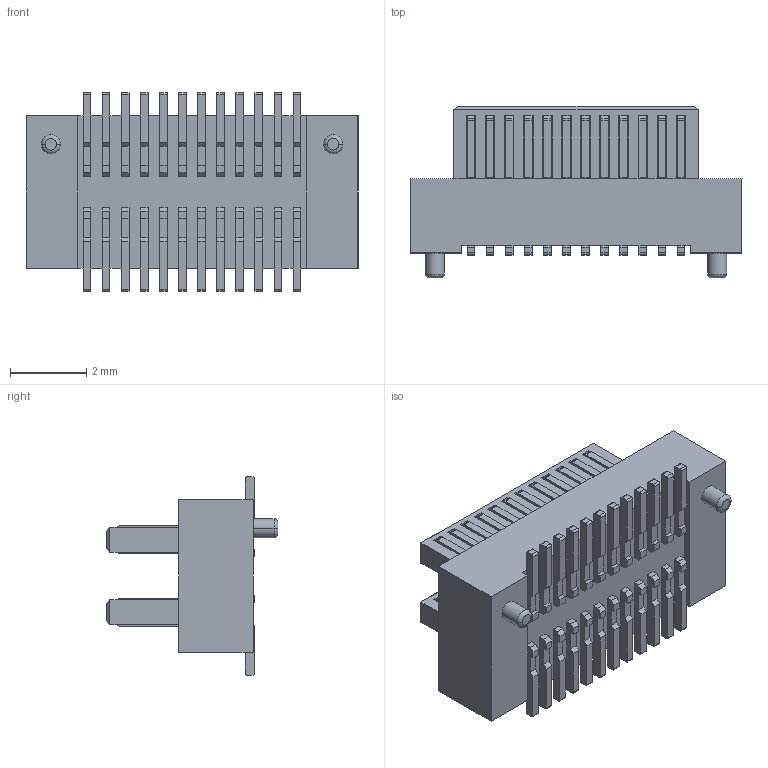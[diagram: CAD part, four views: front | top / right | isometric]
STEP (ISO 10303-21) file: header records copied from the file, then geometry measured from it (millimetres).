
FILE_DESCRIPTION((''),'2;1');
FILE_NAME('ASM0005_ASM','2025-01-02T',('工程三'),(''),'PRO/ENGINEER BY PARAMETRIC TECHNOLOGY CORPORATION, 2010280','PRO/ENGINEER BY PARAMETRIC TECHNOLOGY CORPORATION, 2010280','');
FILE_SCHEMA(('CONFIG_CONTROL_DESIGN'));
Length unit declared in the file: millimetre
Products named in the file (1): ASM0005_ASM
Bounding box: 8.7 x 4.5 x 5.2 mm (x, y, z)
Volume: 81.3 mm3; surface area: 260.2 mm2
Topology: 1 solids, 1 shells, 1118 faces, 3192 edges, 2080 vertices
Faces by surface type: plane 870, cylinder 244, torus 4
Entity records: 36000 total; most frequent: CARTESIAN_POINT 6390, ORIENTED_EDGE 6384, DIRECTION 5926, EDGE_CURVE 3192, VECTOR 2694, LINE 2694, VERTEX_POINT 2080, AXIS2_PLACEMENT_3D 1616
